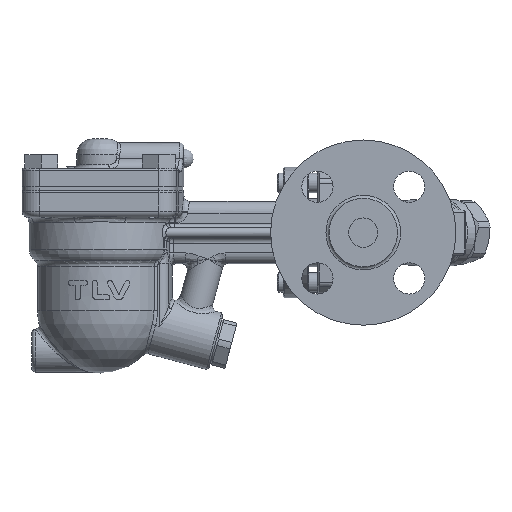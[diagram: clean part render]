
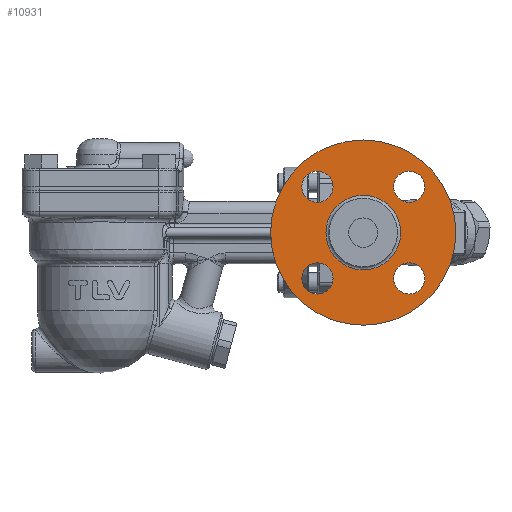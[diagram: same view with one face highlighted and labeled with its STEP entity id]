
A CAD part, front view. The second image highlights one B-rep face of the part: STEP entity #10931.
In plain terms, the highlighted planar face has unit normal (0, -1, 0).
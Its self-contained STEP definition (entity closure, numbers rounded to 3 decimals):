
#820=FACE_BOUND('',#1952,.T.);
#821=FACE_BOUND('',#1953,.T.);
#822=FACE_BOUND('',#1954,.T.);
#823=FACE_BOUND('',#1955,.T.);
#824=FACE_BOUND('',#1956,.T.);
#893=PLANE('',#11791);
#1225=FACE_OUTER_BOUND('',#1951,.T.);
#1951=EDGE_LOOP('',(#7585));
#1952=EDGE_LOOP('',(#7586));
#1953=EDGE_LOOP('',(#7587));
#1954=EDGE_LOOP('',(#7588));
#1955=EDGE_LOOP('',(#7589));
#1956=EDGE_LOOP('',(#7590,#7591));
#3919=CIRCLE('',#11784,47.5);
#3920=CIRCLE('',#11786,19.15);
#3924=CIRCLE('',#11790,19.15);
#3925=CIRCLE('',#11792,8.);
#3926=CIRCLE('',#11793,8.);
#3927=CIRCLE('',#11794,8.);
#3928=CIRCLE('',#11795,8.);
#4635=VERTEX_POINT('',#16886);
#4636=VERTEX_POINT('',#16890);
#4637=VERTEX_POINT('',#16891);
#4640=VERTEX_POINT('',#16900);
#4641=VERTEX_POINT('',#16902);
#4642=VERTEX_POINT('',#16904);
#4643=VERTEX_POINT('',#16906);
#5741=EDGE_CURVE('',#4635,#4635,#3919,.T.);
#5742=EDGE_CURVE('',#4636,#4637,#3920,.T.);
#5746=EDGE_CURVE('',#4637,#4636,#3924,.T.);
#5747=EDGE_CURVE('',#4640,#4640,#3925,.T.);
#5748=EDGE_CURVE('',#4641,#4641,#3926,.T.);
#5749=EDGE_CURVE('',#4642,#4642,#3927,.T.);
#5750=EDGE_CURVE('',#4643,#4643,#3928,.T.);
#7585=ORIENTED_EDGE('',*,*,#5741,.F.);
#7586=ORIENTED_EDGE('',*,*,#5747,.T.);
#7587=ORIENTED_EDGE('',*,*,#5748,.T.);
#7588=ORIENTED_EDGE('',*,*,#5749,.T.);
#7589=ORIENTED_EDGE('',*,*,#5750,.T.);
#7590=ORIENTED_EDGE('',*,*,#5742,.F.);
#7591=ORIENTED_EDGE('',*,*,#5746,.F.);
#10931=ADVANCED_FACE('',(#1225,#820,#821,#822,#823,#824),#893,.T.);
#11784=AXIS2_PLACEMENT_3D('',#16888,#13385,#13386);
#11786=AXIS2_PLACEMENT_3D('',#16892,#13389,#13390);
#11790=AXIS2_PLACEMENT_3D('',#16898,#13397,#13398);
#11791=AXIS2_PLACEMENT_3D('',#16899,#13399,#13400);
#11792=AXIS2_PLACEMENT_3D('',#16901,#13401,#13402);
#11793=AXIS2_PLACEMENT_3D('',#16903,#13403,#13404);
#11794=AXIS2_PLACEMENT_3D('',#16905,#13405,#13406);
#11795=AXIS2_PLACEMENT_3D('',#16907,#13407,#13408);
#13385=DIRECTION('center_axis',(0.,1.,0.));
#13386=DIRECTION('ref_axis',(1.,0.,0.));
#13389=DIRECTION('center_axis',(0.,-1.,0.));
#13390=DIRECTION('ref_axis',(1.,0.,0.));
#13397=DIRECTION('center_axis',(0.,-1.,0.));
#13398=DIRECTION('ref_axis',(1.,0.,0.));
#13399=DIRECTION('center_axis',(0.,-1.,0.));
#13400=DIRECTION('ref_axis',(-1.,0.,0.));
#13401=DIRECTION('center_axis',(0.,1.,0.));
#13402=DIRECTION('ref_axis',(1.,0.,0.));
#13403=DIRECTION('center_axis',(0.,1.,0.));
#13404=DIRECTION('ref_axis',(0.,0.,
-1.));
#13405=DIRECTION('center_axis',(0.,1.,0.));
#13406=DIRECTION('ref_axis',(-1.,0.,0.));
#13407=DIRECTION('center_axis',(0.,1.,0.));
#13408=DIRECTION('ref_axis',(0.,0.,
1.));
#16886=CARTESIAN_POINT('',(39.018,-74.362,12.));
#16888=CARTESIAN_POINT('Origin',(86.518,-74.362,12.));
#16890=CARTESIAN_POINT('',(67.368,-74.362,12.));
#16891=CARTESIAN_POINT('',(105.668,-74.362,12.));
#16892=CARTESIAN_POINT('Origin',(86.518,-74.362,12.));
#16898=CARTESIAN_POINT('Origin',(86.518,-74.362,12.));
#16899=CARTESIAN_POINT('Origin',(86.518,-74.362,12.));
#16900=CARTESIAN_POINT('',(55.007,-74.362,35.511));
#16901=CARTESIAN_POINT('Origin',(63.007,-74.362,35.511));
#16902=CARTESIAN_POINT('',(110.03,-74.362,43.511));
#16903=CARTESIAN_POINT('Origin',(110.03,-74.362,35.511));
#16904=CARTESIAN_POINT('',(118.03,-74.362,-11.511));
#16905=CARTESIAN_POINT('Origin',(110.03,-74.362,-11.511));
#16906=CARTESIAN_POINT('',(63.007,-74.362,-19.511));
#16907=CARTESIAN_POINT('Origin',(63.007,-74.362,-11.511));
